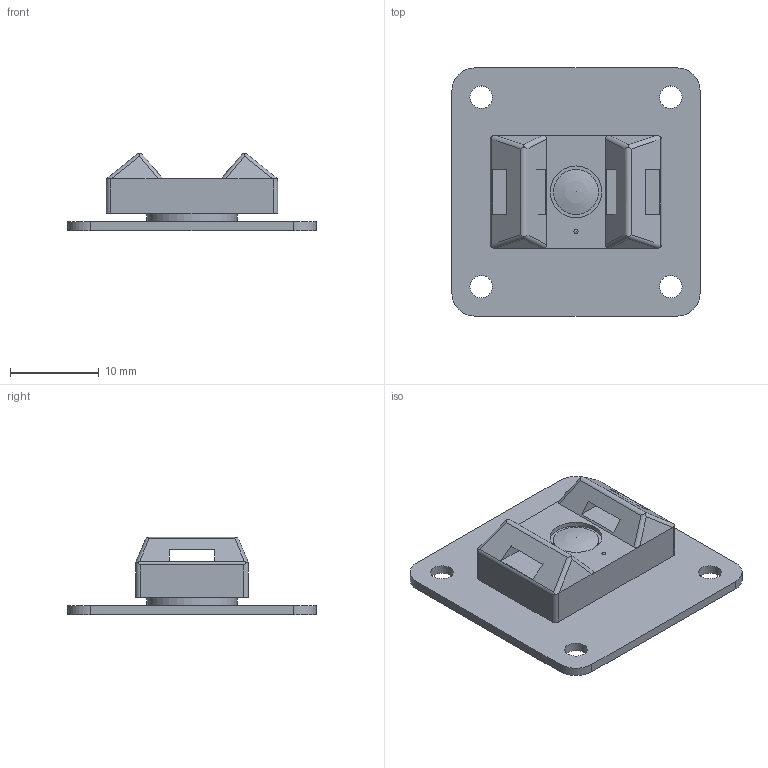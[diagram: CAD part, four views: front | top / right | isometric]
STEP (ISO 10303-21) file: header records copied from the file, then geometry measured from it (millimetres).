
FILE_DESCRIPTION(/* description */ (''),/* implementation_level */ '2;1');
FILE_NAME(/* name */ 'PANDUIT_ASMS.stp',/* time_stamp */ '2014-02-19T16:44:22-06:00',/* author */ (''),/* organization */ (''),/* preprocessor_version */ 'ST-DEVELOPER v11',/* originating_system */ 'SIEMENS PLM Software NX 7.5',/* authorisation */ '');
FILE_SCHEMA (('CONFIG_CONTROL_DESIGN'));
Length unit declared in the file: inch
Products named in the file (1): bwgDB369amq
Bounding box: 27.94 x 27.94 x 8.69 mm (x, y, z)
Volume: 1880.7 mm3; surface area: 2454.7 mm2
Topology: 2 solids, 2 shells, 60 faces, 161 edges, 107 vertices
Faces by surface type: plane 30, cylinder 28, sphere 2
Full cylindrical faces by diameter (mm): 2.54 x4, 5.053 x1, 5.842 x1, 10.16 x2
Entity records: 1948 total; most frequent: CARTESIAN_POINT 356, DIRECTION 322, ORIENTED_EDGE 290, EDGE_CURVE 145, AXIS2_PLACEMENT_3D 119, VERTEX_POINT 101, EDGE_LOOP 86, LINE 84
